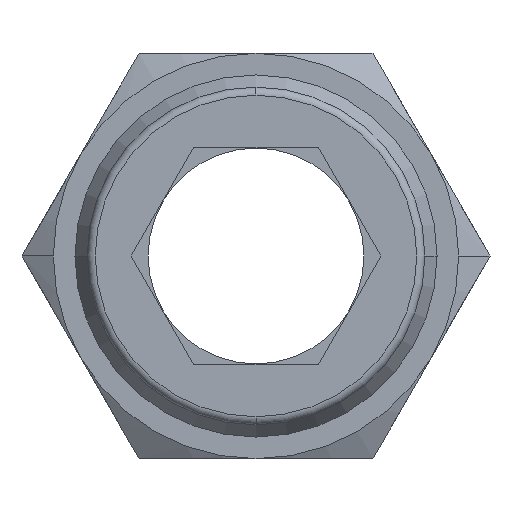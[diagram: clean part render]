
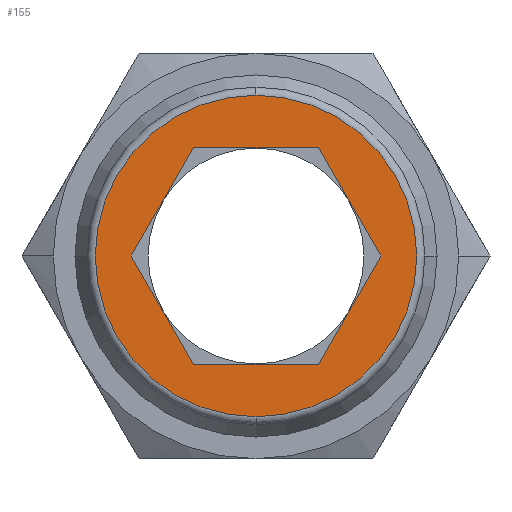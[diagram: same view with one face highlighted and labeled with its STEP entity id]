
A CAD part, front view. The second image highlights one B-rep face of the part: STEP entity #155.
In plain terms, the highlighted planar face has unit normal (0, -1, 0).
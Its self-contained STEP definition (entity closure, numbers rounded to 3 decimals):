
#155=ADVANCED_FACE('',(#313,#314),#315,.T.);
#313=FACE_BOUND('',#472,.T.);
#314=FACE_OUTER_BOUND('',#473,.T.);
#315=PLANE('',#474);
#472=EDGE_LOOP('',(#839,#840,#841,#842,#843,#844));
#473=EDGE_LOOP('',(#845,#846,#847));
#474=AXIS2_PLACEMENT_3D('',#848,#849,#850);
#839=ORIENTED_EDGE('',*,*,#977,.T.);
#840=ORIENTED_EDGE('',*,*,#981,.T.);
#841=ORIENTED_EDGE('',*,*,#1005,.T.);
#842=ORIENTED_EDGE('',*,*,#984,.T.);
#843=ORIENTED_EDGE('',*,*,#1061,.T.);
#844=ORIENTED_EDGE('',*,*,#1033,.T.);
#845=ORIENTED_EDGE('',*,*,#945,.F.);
#846=ORIENTED_EDGE('',*,*,#944,.F.);
#847=ORIENTED_EDGE('',*,*,#1056,.F.);
#848=CARTESIAN_POINT('',(2.975,0.0,0.0));
#849=DIRECTION('',(-0.0,-1.0,-0.0));
#850=DIRECTION('',(-1.0,0.0,0.0));
#944=EDGE_CURVE('',#1122,#1125,#1126,.T.);
#945=EDGE_CURVE('',#1125,#1127,#1128,.T.);
#977=EDGE_CURVE('',#1176,#1177,#1178,.T.);
#981=EDGE_CURVE('',#1177,#1182,#1183,.T.);
#984=EDGE_CURVE('',#1186,#1187,#1188,.T.);
#1005=EDGE_CURVE('',#1182,#1186,#1219,.T.);
#1033=EDGE_CURVE('',#1254,#1176,#1255,.T.);
#1056=EDGE_CURVE('',#1127,#1122,#1279,.T.);
#1061=EDGE_CURVE('',#1187,#1254,#1284,.T.);
#1122=VERTEX_POINT('',#1380);
#1125=VERTEX_POINT('',#1383);
#1126=CIRCLE('',#1384,5.95);
#1127=VERTEX_POINT('',#1385);
#1128=CIRCLE('',#1386,5.95);
#1176=VERTEX_POINT('',#1478);
#1177=VERTEX_POINT('',#1479);
#1178=LINE('',#1480,#1481);
#1182=VERTEX_POINT('',#1487);
#1183=LINE('',#1488,#1489);
#1186=VERTEX_POINT('',#1493);
#1187=VERTEX_POINT('',#1494);
#1188=LINE('',#1495,#1496);
#1219=LINE('',#1556,#1557);
#1254=VERTEX_POINT('',#1624);
#1255=LINE('',#1625,#1626);
#1279=CIRCLE('',#1687,5.95);
#1284=LINE('',#1692,#1693);
#1380=CARTESIAN_POINT('',(0.,0.0,5.95));
#1383=CARTESIAN_POINT('',(5.95,0.0,0.0));
#1384=AXIS2_PLACEMENT_3D('',#1743,#1744,#1745);
#1385=CARTESIAN_POINT('',(0.,0.0,-5.95));
#1386=AXIS2_PLACEMENT_3D('',#1746,#1747,#1748);
#1478=CARTESIAN_POINT('',(2.309,0.0,4.0));
#1479=CARTESIAN_POINT('',(4.619,0.0,0.));
#1480=CARTESIAN_POINT('',(3.836,0.0,1.356));
#1481=VECTOR('',#1790,1.0);
#1487=CARTESIAN_POINT('',(2.309,0.0,-4.0));
#1488=CARTESIAN_POINT('',(3.836,0.0,-1.356));
#1489=VECTOR('',#1793,1.0);
#1493=CARTESIAN_POINT('',(-2.309,0.0,-4.0));
#1494=CARTESIAN_POINT('',(-4.619,0.0,0.));
#1495=CARTESIAN_POINT('',(-3.092,0.0,-2.644));
#1496=VECTOR('',#1795,1.0);
#1556=CARTESIAN_POINT('',(1.488,0.0,-4.0));
#1557=VECTOR('',#1821,1.0);
#1624=CARTESIAN_POINT('',(-2.309,0.0,4.0));
#1625=CARTESIAN_POINT('',(1.488,0.0,4.0));
#1626=VECTOR('',#1850,1.0);
#1687=AXIS2_PLACEMENT_3D('',#1873,#1874,#1875);
#1692=CARTESIAN_POINT('',(-3.092,0.0,2.644));
#1693=VECTOR('',#1879,1.0);
#1743=CARTESIAN_POINT('',(0.0,0.0,0.0));
#1744=DIRECTION('',(-0.0,1.0,0.0));
#1745=DIRECTION('',(1.0,0.0,0.0));
#1746=CARTESIAN_POINT('',(0.0,0.0,0.0));
#1747=DIRECTION('',(-0.0,1.0,0.0));
#1748=DIRECTION('',(1.0,0.0,0.0));
#1790=DIRECTION('',(0.5,0.0,-0.866));
#1793=DIRECTION('',(-0.5,0.0,-0.866));
#1795=DIRECTION('',(-0.5,0.0,0.866));
#1821=DIRECTION('',(-1.0,0.0,0.0));
#1850=DIRECTION('',(1.0,-0.0,0.));
#1873=CARTESIAN_POINT('',(0.0,0.0,0.0));
#1874=DIRECTION('',(-0.0,1.0,0.0));
#1875=DIRECTION('',(1.0,0.0,0.0));
#1879=DIRECTION('',(0.5,-0.0,0.866));
